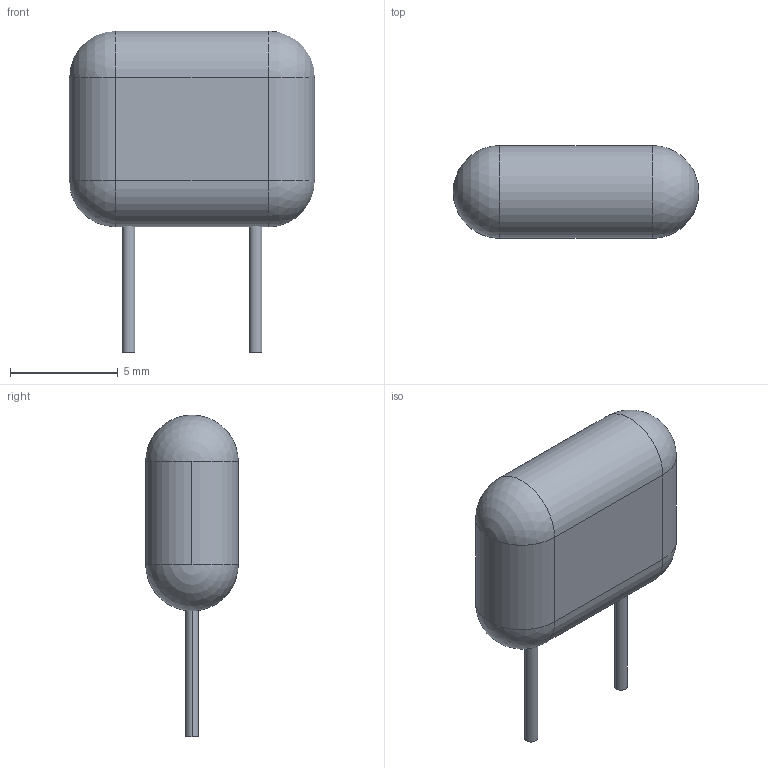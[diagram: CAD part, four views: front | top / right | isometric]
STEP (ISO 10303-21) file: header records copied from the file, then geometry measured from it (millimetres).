
FILE_DESCRIPTION((''),'2;1');
FILE_NAME('CAPRR590-430X1140X910.stp','2009-08-24T16:32:13',(''),(''),'Mechanical Desktop 2006','Mechanical Desktop 2006',', , ');
FILE_SCHEMA(('AUTOMOTIVE_DESIGN { 1 2 10303 214 0 1 1 1 }'));
Length unit declared in the file: millimetre
Products named in the file (1): Product
Bounding box: 11.4 x 4.3 x 14.95 mm (x, y, z)
Volume: 365.5 mm3; surface area: 318.3 mm2
Topology: 3 solids, 3 shells, 20 faces, 38 edges, 20 vertices
Faces by surface type: cylinder 10, plane 6, sphere 4
Entity records: 524 total; most frequent: DIRECTION 96, CARTESIAN_POINT 75, ORIENTED_EDGE 68, AXIS2_PLACEMENT_3D 41, EDGE_CURVE 34, VERTEX_POINT 20, CIRCLE 20, EDGE_LOOP 20
